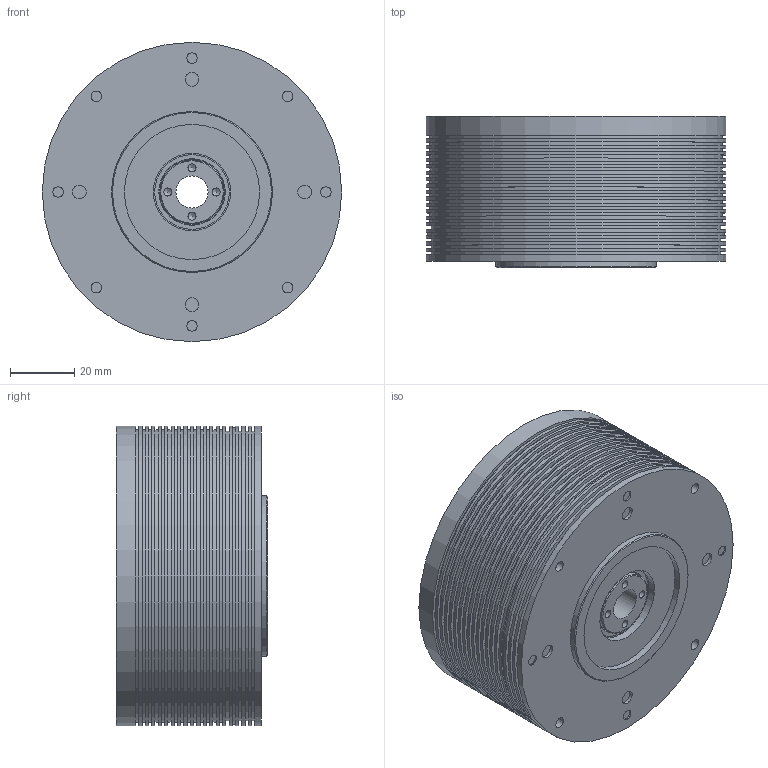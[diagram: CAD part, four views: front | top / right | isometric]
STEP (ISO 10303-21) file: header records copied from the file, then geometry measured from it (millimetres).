
FILE_DESCRIPTION (( 'STEP AP214' ), '1' );
FILE_NAME ('M_BA93.STEP', '2023-11-10T07:48:05', ( '821079794744' ), ( '' ), 'SwSTEP 2.0', 'SolidWorks 2018', '' );
FILE_SCHEMA (( 'AUTOMOTIVE_DESIGN' ));
Length unit declared in the file: millimetre
Products named in the file (1): M_BA93
Bounding box: 93 x 47 x 93 mm (x, y, z)
Volume: 294104.8 mm3; surface area: 44550.8 mm2
Topology: 1 solids, 3 shells, 339 faces, 719 edges, 463 vertices
Faces by surface type: plane 171, cylinder 105, cone 49, bspline 14
Full cylindrical faces by diameter (mm): 0.7 x5, 2.5 x8, 3.3 x15, 4.3 x4, 7 x4, 8 x4, 10 x1, 20 x2, 23.2 x2, 24 x2, 28 x2, 32 x2, 42 x1, 50 x1, 90 x4, 91 x14, 92 x1, 93 x20
Entity records: 11810 total; most frequent: CARTESIAN_POINT 1885, DIRECTION 1415, ORIENTED_EDGE 1086, AXIS2_PLACEMENT_3D 606, EDGE_LOOP 543, EDGE_CURVE 543, FACE_OUTER_BOUND 435, VERTEX_POINT 408
